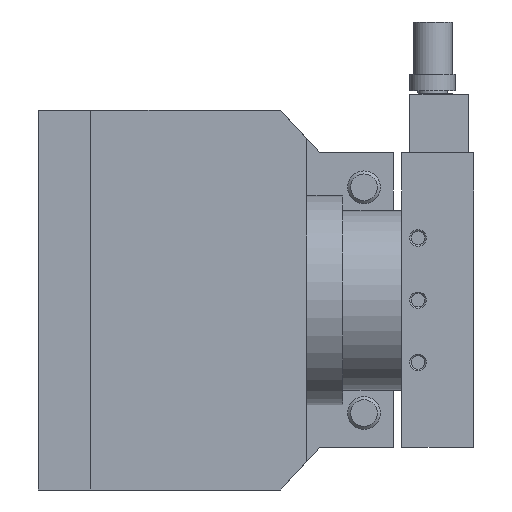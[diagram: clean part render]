
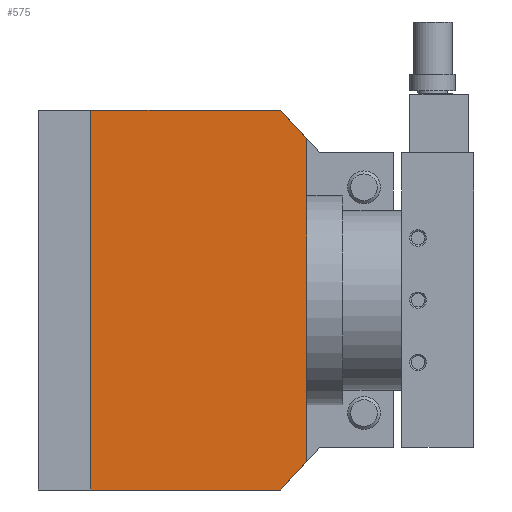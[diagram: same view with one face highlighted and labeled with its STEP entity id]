
A CAD part, left-side view. The second image highlights one B-rep face of the part: STEP entity #575.
In plain terms, the highlighted face is planar.
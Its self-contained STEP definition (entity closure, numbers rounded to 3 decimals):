
#439=CARTESIAN_POINT('',(218.5,74.018,58.));
#440=VERTEX_POINT('',#439);
#447=CARTESIAN_POINT('',(218.5,82.0,49.347));
#448=VERTEX_POINT('',#447);
#449=CARTESIAN_POINT('',(218.5,82.0,49.347));
#450=DIRECTION('',(0.0,-0.678,0.735));
#451=VECTOR('',#450,11.772);
#452=LINE('',#449,#451);
#453=EDGE_CURVE('',#448,#440,#452,.T.);
#508=CARTESIAN_POINT('',(218.5,82.0,-49.347));
#509=VERTEX_POINT('',#508);
#510=CARTESIAN_POINT('',(218.5,82.0,-49.347));
#511=DIRECTION('',(0.0,0.0,1.0));
#512=VECTOR('',#511,98.694);
#513=LINE('',#510,#512);
#514=EDGE_CURVE('',#509,#448,#513,.T.);
#536=CARTESIAN_POINT('',(218.5,82.0,0.0));
#537=DIRECTION('',(1.0,0.0,0.0));
#538=DIRECTION('',(0.0,0.0,-1.0));
#539=AXIS2_PLACEMENT_3D('',#536,#537,#538);
#540=PLANE('',#539);
#541=ORIENTED_EDGE('',*,*,#453,.T.);
#542=CARTESIAN_POINT('',(218.5,16.0,58.));
#543=VERTEX_POINT('',#542);
#544=CARTESIAN_POINT('',(218.5,74.018,58.));
#545=DIRECTION('',(0.0,-1.0,0.0));
#546=VECTOR('',#545,58.018);
#547=LINE('',#544,#546);
#548=EDGE_CURVE('',#440,#543,#547,.T.);
#549=ORIENTED_EDGE('',*,*,#548,.T.);
#550=CARTESIAN_POINT('',(218.5,16.0,-58.));
#551=VERTEX_POINT('',#550);
#552=CARTESIAN_POINT('',(218.5,16.0,-58.));
#553=DIRECTION('',(0.0,0.0,1.0));
#554=VECTOR('',#553,116.);
#555=LINE('',#552,#554);
#556=EDGE_CURVE('',#551,#543,#555,.T.);
#557=ORIENTED_EDGE('',*,*,#556,.F.);
#558=CARTESIAN_POINT('',(218.5,74.018,-58.));
#559=VERTEX_POINT('',#558);
#560=CARTESIAN_POINT('',(218.5,16.0,-58.));
#561=DIRECTION('',(0.0,1.0,0.0));
#562=VECTOR('',#561,58.018);
#563=LINE('',#560,#562);
#564=EDGE_CURVE('',#551,#559,#563,.T.);
#565=ORIENTED_EDGE('',*,*,#564,.T.);
#566=CARTESIAN_POINT('',(218.5,74.018,-58.0));
#567=DIRECTION('',(0.0,0.678,0.735));
#568=VECTOR('',#567,11.772);
#569=LINE('',#566,#568);
#570=EDGE_CURVE('',#559,#509,#569,.T.);
#571=ORIENTED_EDGE('',*,*,#570,.T.);
#572=ORIENTED_EDGE('',*,*,#514,.T.);
#573=EDGE_LOOP('',(#541,#549,#557,#565,#571,#572));
#574=FACE_OUTER_BOUND('',#573,.T.);
#575=ADVANCED_FACE('',(#574),#540,.T.);
